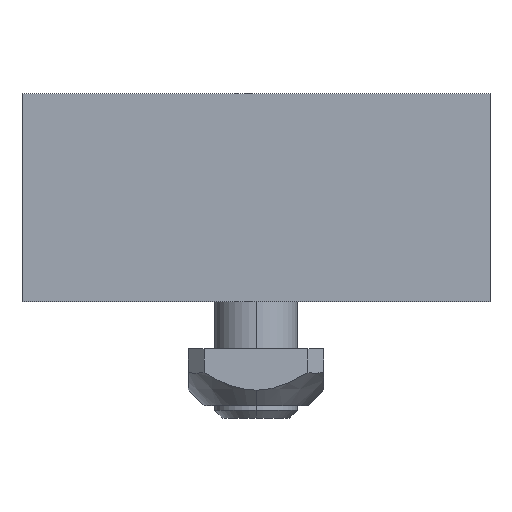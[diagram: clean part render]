
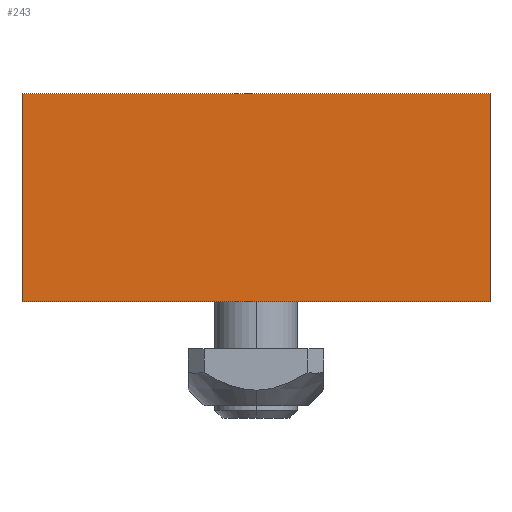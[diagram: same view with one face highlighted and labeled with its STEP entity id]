
A CAD part, left-side view. The second image highlights one B-rep face of the part: STEP entity #243.
In plain terms, the highlighted planar face has unit normal (-1, 0, 0).
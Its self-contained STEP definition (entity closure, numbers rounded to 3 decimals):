
#243=ADVANCED_FACE('',(#444),#445,.T.);
#444=FACE_OUTER_BOUND('',#625,.T.);
#445=PLANE('',#626);
#625=EDGE_LOOP('',(#1032,#1033,#1034,#1035));
#626=AXIS2_PLACEMENT_3D('',#1036,#1037,#1038);
#1032=ORIENTED_EDGE('',*,*,#1276,.T.);
#1033=ORIENTED_EDGE('',*,*,#1277,.F.);
#1034=ORIENTED_EDGE('',*,*,#1278,.T.);
#1035=ORIENTED_EDGE('',*,*,#1273,.T.);
#1036=CARTESIAN_POINT('',(-20.0,-22.5,10.0));
#1037=DIRECTION('',(-1.0,0.0,0.0));
#1038=DIRECTION('',(0.0,0.0,1.0));
#1273=EDGE_CURVE('',#1522,#1520,#1523,.T.);
#1276=EDGE_CURVE('',#1520,#1526,#1527,.T.);
#1277=EDGE_CURVE('',#1528,#1526,#1529,.T.);
#1278=EDGE_CURVE('',#1528,#1522,#1530,.T.);
#1520=VERTEX_POINT('',#1935);
#1522=VERTEX_POINT('',#1938);
#1523=LINE('',#1939,#1940);
#1526=VERTEX_POINT('',#1944);
#1527=LINE('',#1945,#1946);
#1528=VERTEX_POINT('',#1947);
#1529=LINE('',#1948,#1949);
#1530=LINE('',#1950,#1951);
#1935=CARTESIAN_POINT('',(-20.0,22.5,20.0));
#1938=CARTESIAN_POINT('',(-20.0,-22.5,20.0));
#1939=CARTESIAN_POINT('',(-20.0,-22.5,20.0));
#1940=VECTOR('',#2155,1.0);
#1944=CARTESIAN_POINT('',(-20.0,22.5,0.0));
#1945=CARTESIAN_POINT('',(-20.0,22.5,0.0));
#1946=VECTOR('',#2157,1.0);
#1947=CARTESIAN_POINT('',(-20.0,-22.5,0.0));
#1948=CARTESIAN_POINT('',(-20.0,-22.5,0.0));
#1949=VECTOR('',#2158,1.0);
#1950=CARTESIAN_POINT('',(-20.0,-22.5,0.0));
#1951=VECTOR('',#2159,1.0);
#2155=DIRECTION('',(0.0,1.0,0.0));
#2157=DIRECTION('',(-0.0,0.0,-1.0));
#2158=DIRECTION('',(0.0,1.0,0.0));
#2159=DIRECTION('',(0.0,0.0,1.0));
